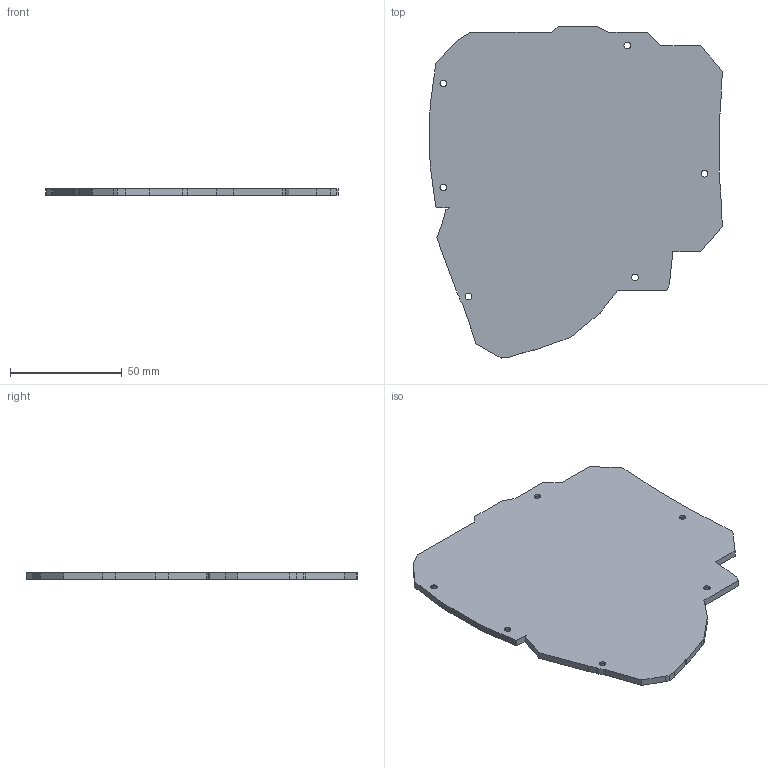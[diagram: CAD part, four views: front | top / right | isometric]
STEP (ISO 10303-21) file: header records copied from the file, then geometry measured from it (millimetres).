
FILE_DESCRIPTION(('Open CASCADE Model'),'2;1');
FILE_NAME('Open CASCADE Shape Model','2022-05-20T19:20:08',('Author'),( 'Open CASCADE'),'Open CASCADE STEP processor 7.4','Open CASCADE 7.4' ,'Unknown');
FILE_SCHEMA(('AUTOMOTIVE_DESIGN { 1 0 10303 214 1 1 1 1 }'));
Length unit declared in the file: millimetre
Products named in the file (1): Open CASCADE STEP translator 7.4 31
Bounding box: 130.63 x 148.22 x 3 mm (x, y, z)
Volume: 45415.2 mm3; surface area: 32597.2 mm2
Topology: 1 solids, 1 shells, 125 faces, 351 edges, 232 vertices
Faces by surface type: plane 106, cylinder 7, cone 6, bspline 6
Full cylindrical faces by diameter (mm): 3 x6
Entity records: 9256 total; most frequent: CARTESIAN_POINT 2395, DIRECTION 1181, LINE 887, VECTOR 887, ORIENTED_EDGE 702, PCURVE 702, DEFINITIONAL_REPRESENTATION 702, EDGE_CURVE 351
